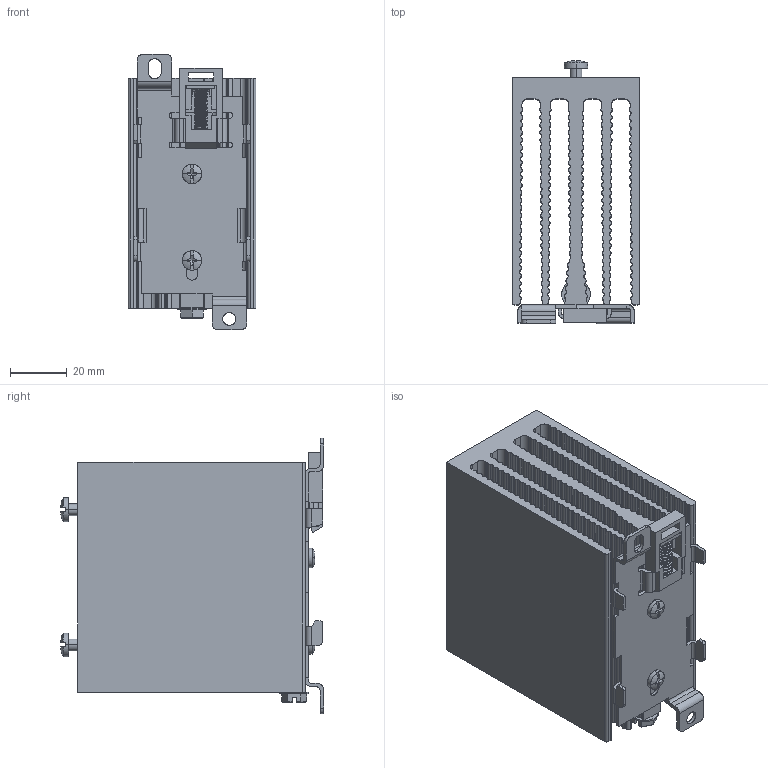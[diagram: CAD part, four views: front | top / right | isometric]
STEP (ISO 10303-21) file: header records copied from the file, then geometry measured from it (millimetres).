
FILE_DESCRIPTION (( 'STEP AP214' ), '1' );
FILE_NAME ('107516.STEP', '2011-07-23T15:55:34', ( 'LALo' ), ( 'Edi Foundation' ), 'SwSTEP 2.0', 'SolidWorks 2011', '' );
FILE_SCHEMA (( 'AUTOMOTIVE_DESIGN' ));
Length unit declared in the file: inch
Products named in the file (1): 107516
Bounding box: 45.01 x 92.67 x 97 mm (x, y, z)
Surface area: 85673.2 mm2 (no closed solid volume)
Topology: 0 solids, 1123 shells, 1144 faces, 6378 edges, 6332 vertices
Faces by surface type: cylinder 770, plane 314, cone 36, bspline 24
Entity records: 109806 total; most frequent: CARTESIAN_POINT 59597, DIRECTION 8280, ORIENTED_EDGE 6372, EDGE_CURVE 6351, VERTEX_POINT 6330, VECTOR 2854, LINE 2854, AXIS2_PLACEMENT_3D 2713
